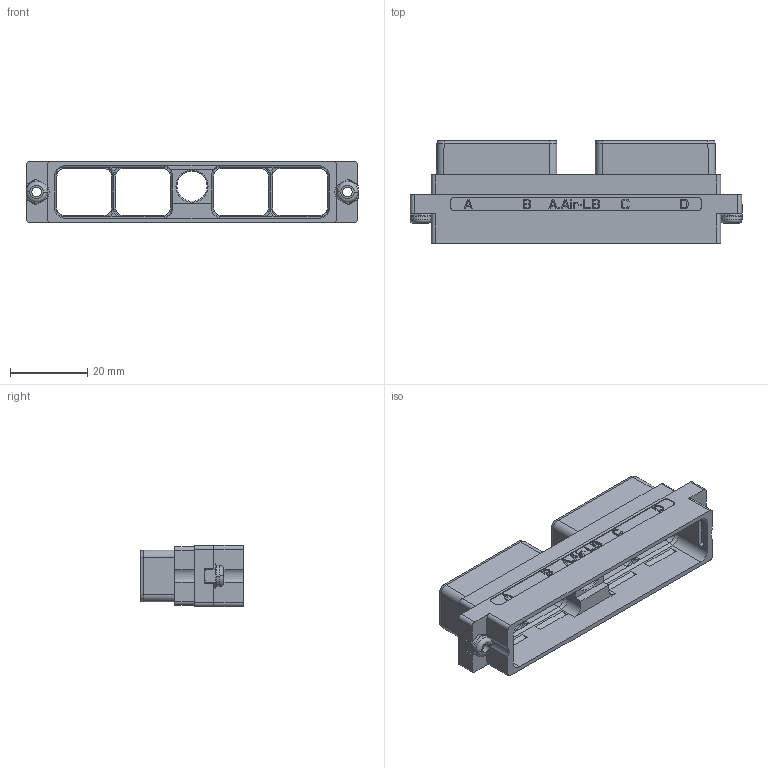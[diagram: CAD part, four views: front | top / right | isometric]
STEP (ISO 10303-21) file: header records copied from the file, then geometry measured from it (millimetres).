
FILE_DESCRIPTION((''),'2;1');
FILE_NAME('SIM2S82','2019-09-25T',('presta_be4'),(''),'PRO/ENGINEER BY PARAMETRIC TECHNOLOGY CORPORATION, 2014310','PRO/ENGINEER BY PARAMETRIC TECHNOLOGY CORPORATION, 2014310','');
FILE_SCHEMA(('CONFIG_CONTROL_DESIGN'));
Length unit declared in the file: millimetre
Products named in the file (1): SIM2S82
Bounding box: 86 x 26.66 x 15.9 mm (x, y, z)
Volume: 7436.7 mm3; surface area: 11591.4 mm2
Topology: 1 solids, 1 shells, 845 faces, 2276 edges, 1476 vertices
Faces by surface type: plane 663, cylinder 96, cone 52, torus 30, bspline 4
Entity records: 27100 total; most frequent: CARTESIAN_POINT 5832, ORIENTED_EDGE 4552, DIRECTION 4132, EDGE_CURVE 2276, VECTOR 1900, LINE 1900, VERTEX_POINT 1476, AXIS2_PLACEMENT_3D 1116
